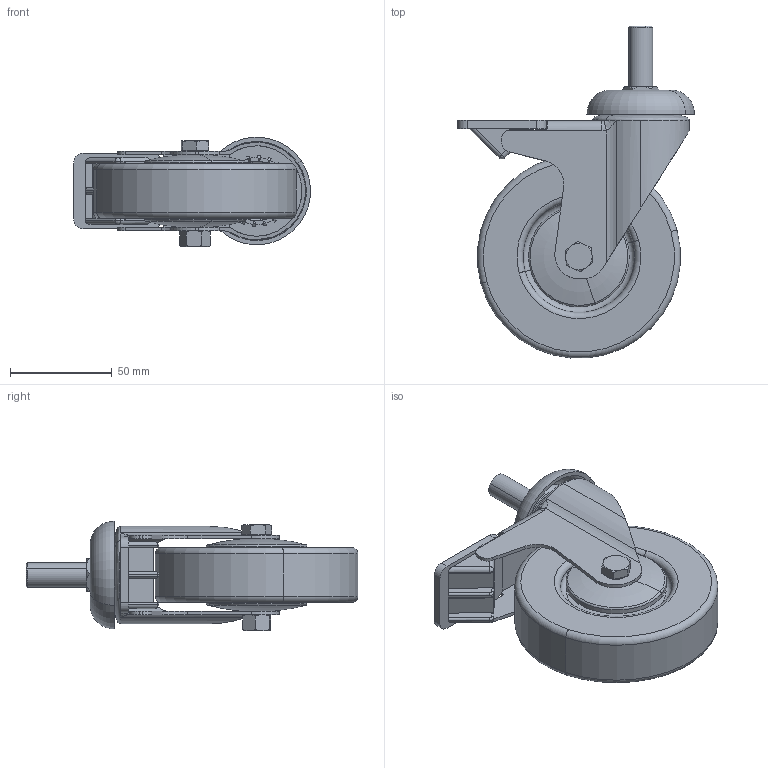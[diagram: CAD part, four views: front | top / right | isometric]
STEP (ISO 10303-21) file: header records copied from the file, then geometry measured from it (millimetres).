
FILE_DESCRIPTION (( 'STEP AP214' ), '1' );
FILE_NAME ('A318 Êîëåñî ñ òîðìîçîì O100 Ì12õ30.STEP', '2019-05-24T08:41:58', ( 'Ïîëüçîâàòåëü Windows' ), ( '' ), 'SwSTEP 2.0', 'SolidWorks 2018', '' );
FILE_SCHEMA (( 'AUTOMOTIVE_DESIGN' ));
Length unit declared in the file: millimetre
Products named in the file (10): hex bolt gradeab_din_DIN EN 24014 - M8 x 45 x 22-N; 秬謽鍡_00; Êðûøêà_00; 昢膼瘔膻嬅00; 扻錼勷_00; hex nut gradec_din_Hexagon Nut ISO 4034 - M8 - N; A318 Êîëåñî ñ òîðìîçîì O100 Ì12õ30; 鍔錓_00; 瓔螵00; ﾇ瓊頸濱00
Assembly tree (10 placements, depth 2):
  A318 Êîëåñî ñ òîðìîçîì O100 Ì12õ30
    昢膼瘔膻嬅00
    鍔錓_00
    瓔螵00
    Êðûøêà_00
    扻錼勷_00
    ﾇ瓊頸濱00  x2
    hex bolt gradeab_din_DIN EN 24014 - M8 x 45 x 22-N
    hex nut gradec_din_Hexagon Nut ISO 4034 - M8 - N
    秬謽鍡_00
Bounding box: 116.54 x 163.33 x 53.84 mm (x, y, z)
Volume: 239630 mm3; surface area: 74267.8 mm2
Topology: 10 solids, 10 shells, 352 faces, 878 edges, 546 vertices
Faces by surface type: plane 147, cylinder 76, cone 70, torus 50, bspline 7, sphere 2
Entity records: 11587 total; most frequent: CARTESIAN_POINT 3122, ORIENTED_EDGE 1696, DIRECTION 1655, EDGE_CURVE 848, AXIS2_PLACEMENT_3D 687, VERTEX_POINT 530, EDGE_LOOP 358, CIRCLE 342
